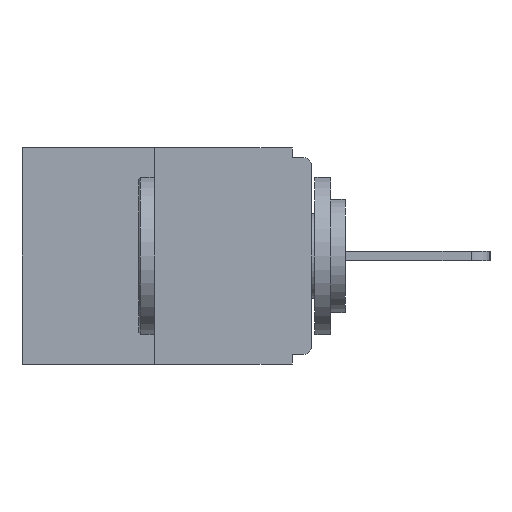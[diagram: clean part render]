
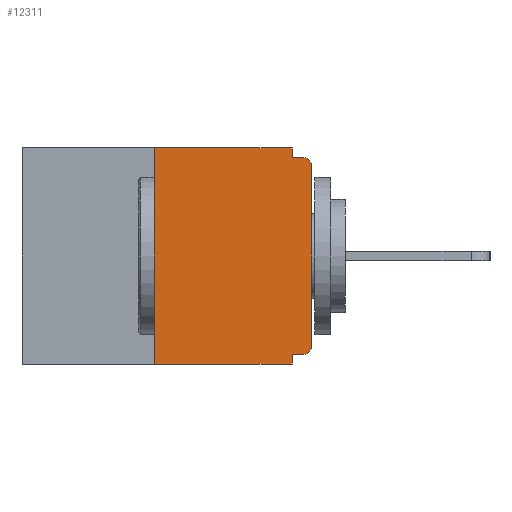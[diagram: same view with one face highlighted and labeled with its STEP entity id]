
A CAD part, left-side view. The second image highlights one B-rep face of the part: STEP entity #12311.
In plain terms, the highlighted planar face has unit normal (-1, 0, 0).
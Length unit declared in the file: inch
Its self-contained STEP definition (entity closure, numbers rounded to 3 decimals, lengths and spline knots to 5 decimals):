
#16 = EDGE_CURVE ( 'NONE', #2921, #3781, #4460, .T. ) ;
#60 = EDGE_CURVE ( 'NONE', #14505, #5548, #122, .T. ) ;
#122 = LINE ( 'NONE', #15016, #16853 ) ;
#305 = CARTESIAN_POINT ( 'NONE',  ( 0., 0.031, -0.343 ) ) ;
#352 = DIRECTION ( 'NONE',  ( 0., -1., 0. ) ) ;
#796 = CARTESIAN_POINT ( 'NONE',  ( 0., 0.25, 0. ) ) ;
#865 = EDGE_CURVE ( 'NONE', #3112, #3003, #7952, .T. ) ;
#1158 = EDGE_CURVE ( 'NONE', #3765, #14564, #12675, .T. ) ;
#1415 = AXIS2_PLACEMENT_3D ( 'NONE', #11065, #3189, #12404 ) ;
#1562 = VERTEX_POINT ( 'NONE', #13516 ) ;
#1620 = ORIENTED_EDGE ( 'NONE', *, *, #10264, .F. ) ;
#1825 = EDGE_CURVE ( 'NONE', #1562, #3765, #7191, .T. ) ;
#2265 = EDGE_CURVE ( 'NONE', #3003, #3781, #3679, .T. ) ;
#2864 = DIRECTION ( 'NONE',  ( -1., 0., 0. ) ) ;
#2921 = VERTEX_POINT ( 'NONE', #8617 ) ;
#3003 = VERTEX_POINT ( 'NONE', #9194 ) ;
#3112 = VERTEX_POINT ( 'NONE', #4361 ) ;
#3136 = CIRCLE ( 'NONE', #10510, 0.015 ) ;
#3189 = DIRECTION ( 'NONE',  ( 1., 0., 0. ) ) ;
#3679 = LINE ( 'NONE', #305, #6375 ) ;
#3765 = VERTEX_POINT ( 'NONE', #5735 ) ;
#3781 = VERTEX_POINT ( 'NONE', #12432 ) ;
#4169 = CARTESIAN_POINT ( 'NONE',  ( 0., 0.46, -0.343 ) ) ;
#4187 = DIRECTION ( 'NONE',  ( 0., 0., -1. ) ) ;
#4194 = EDGE_CURVE ( 'NONE', #3112, #14505, #4632, .T. ) ;
#4219 = CARTESIAN_POINT ( 'NONE',  ( 0., 0.031, 0. ) ) ;
#4361 = CARTESIAN_POINT ( 'NONE',  ( 0., 0.015, -0.328 ) ) ;
#4385 = CARTESIAN_POINT ( 'NONE',  ( 0., 0., -0.313 ) ) ;
#4432 = VECTOR ( 'NONE', #10358, 39.37008 ) ;
#4460 = LINE ( 'NONE', #4169, #11062 ) ;
#4632 = CIRCLE ( 'NONE', #13867, 0.015 ) ;
#4987 = CARTESIAN_POINT ( 'NONE',  ( 0., 0.25, 0. ) ) ;
#5143 = ORIENTED_EDGE ( 'NONE', *, *, #60, .T. ) ;
#5145 = CARTESIAN_POINT ( 'NONE',  ( 0., 0., -0.328 ) ) ;
#5168 = CARTESIAN_POINT ( 'NONE',  ( 0., 0., -0.03 ) ) ;
#5529 = ORIENTED_EDGE ( 'NONE', *, *, #16, .T. ) ;
#5548 = VERTEX_POINT ( 'NONE', #5168 ) ;
#5735 = CARTESIAN_POINT ( 'NONE',  ( 0., 0.031, -0.015 ) ) ;
#6375 = VECTOR ( 'NONE', #10850, 39.37008 ) ;
#6585 = LINE ( 'NONE', #796, #13180 ) ;
#6757 = EDGE_LOOP ( 'NONE', ( #13201, #1620, #5529, #13781, #8837, #6976, #5143, #9858, #8042, #9273 ) ) ;
#6976 = ORIENTED_EDGE ( 'NONE', *, *, #4194, .T. ) ;
#7191 = LINE ( 'NONE', #4219, #10282 ) ;
#7590 = EDGE_CURVE ( 'NONE', #13692, #1562, #8532, .T. ) ;
#7952 = LINE ( 'NONE', #5145, #4432 ) ;
#8042 = ORIENTED_EDGE ( 'NONE', *, *, #1158, .F. ) ;
#8317 = EDGE_CURVE ( 'NONE', #5548, #14564, #3136, .T. ) ;
#8532 = LINE ( 'NONE', #16149, #15129 ) ;
#8617 = CARTESIAN_POINT ( 'NONE',  ( 0., 0.25, -0.343 ) ) ;
#8707 = DIRECTION ( 'NONE',  ( 0., 0., 1. ) ) ;
#8837 = ORIENTED_EDGE ( 'NONE', *, *, #865, .F. ) ;
#9158 = VECTOR ( 'NONE', #15375, 39.37008 ) ;
#9194 = CARTESIAN_POINT ( 'NONE',  ( 0., 0.031, -0.328 ) ) ;
#9273 = ORIENTED_EDGE ( 'NONE', *, *, #1825, .F. ) ;
#9858 = ORIENTED_EDGE ( 'NONE', *, *, #8317, .T. ) ;
#10024 = DIRECTION ( 'NONE',  ( 0., -1., 0. ) ) ;
#10029 = CARTESIAN_POINT ( 'NONE',  ( 0., 0., -0.015 ) ) ;
#10264 = EDGE_CURVE ( 'NONE', #2921, #13692, #6585, .T. ) ;
#10282 = VECTOR ( 'NONE', #4187, 39.37008 ) ;
#10358 = DIRECTION ( 'NONE',  ( 0., 1., 0. ) ) ;
#10510 = AXIS2_PLACEMENT_3D ( 'NONE', #10749, #2864, #12070 ) ;
#10576 = DIRECTION ( 'NONE',  ( 0., 0., 1. ) ) ;
#10749 = CARTESIAN_POINT ( 'NONE',  ( 0., 0.015, -0.03 ) ) ;
#10850 = DIRECTION ( 'NONE',  ( 0., 0., -1. ) ) ;
#11011 = PLANE ( 'NONE',  #1415 ) ;
#11062 = VECTOR ( 'NONE', #10024, 39.37008 ) ;
#11065 = CARTESIAN_POINT ( 'NONE',  ( 0., 0.46, 0. ) ) ;
#12070 = DIRECTION ( 'NONE',  ( 0., 0., -1. ) ) ;
#12084 = CARTESIAN_POINT ( 'NONE',  ( 0., 0.015, -0.313 ) ) ;
#12311 = ADVANCED_FACE ( 'NONE', ( #15687 ), #11011, .F. ) ;
#12404 = DIRECTION ( 'NONE',  ( 0., 0., -1. ) ) ;
#12432 = CARTESIAN_POINT ( 'NONE',  ( 0., 0.031, -0.343 ) ) ;
#12675 = LINE ( 'NONE', #10029, #9158 ) ;
#13180 = VECTOR ( 'NONE', #8707, 39.37008 ) ;
#13201 = ORIENTED_EDGE ( 'NONE', *, *, #7590, .F. ) ;
#13516 = CARTESIAN_POINT ( 'NONE',  ( 0., 0.031, 0. ) ) ;
#13692 = VERTEX_POINT ( 'NONE', #4987 ) ;
#13781 = ORIENTED_EDGE ( 'NONE', *, *, #2265, .F. ) ;
#13867 = AXIS2_PLACEMENT_3D ( 'NONE', #12084, #14066, #16948 ) ;
#14066 = DIRECTION ( 'NONE',  ( -1., 0., 0. ) ) ;
#14298 = CARTESIAN_POINT ( 'NONE',  ( 0., 0.015, -0.015 ) ) ;
#14505 = VERTEX_POINT ( 'NONE', #4385 ) ;
#14564 = VERTEX_POINT ( 'NONE', #14298 ) ;
#15016 = CARTESIAN_POINT ( 'NONE',  ( 0., 0., 0. ) ) ;
#15129 = VECTOR ( 'NONE', #352, 39.37008 ) ;
#15375 = DIRECTION ( 'NONE',  ( 0., -1., 0. ) ) ;
#15687 = FACE_OUTER_BOUND ( 'NONE', #6757, .T. ) ;
#16149 = CARTESIAN_POINT ( 'NONE',  ( 0., 0.46, 0. ) ) ;
#16853 = VECTOR ( 'NONE', #10576, 39.37008 ) ;
#16948 = DIRECTION ( 'NONE',  ( 0., 0., -1. ) ) ;
